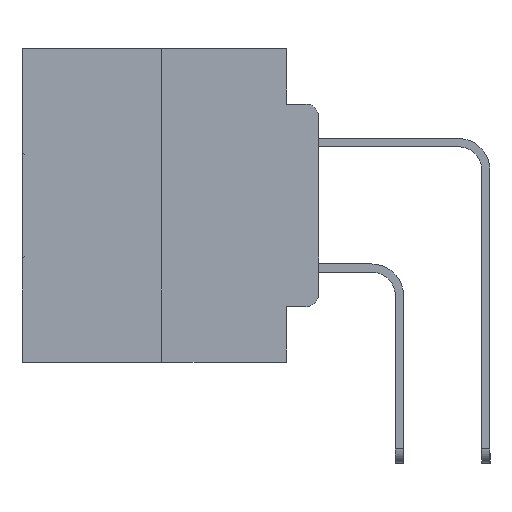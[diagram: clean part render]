
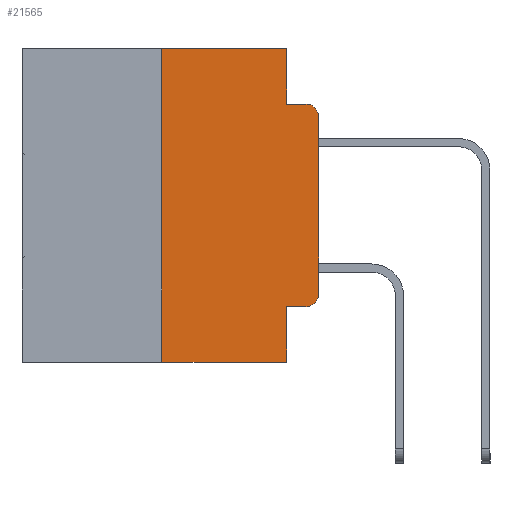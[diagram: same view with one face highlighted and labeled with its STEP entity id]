
A CAD part, left-side view. The second image highlights one B-rep face of the part: STEP entity #21565.
In plain terms, the highlighted planar face has unit normal (-1, 0, 0).
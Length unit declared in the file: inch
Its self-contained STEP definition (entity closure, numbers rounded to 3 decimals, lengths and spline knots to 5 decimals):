
#260 = CARTESIAN_POINT ( 'NONE',  ( 0., 0.051, -0.5 ) ) ;
#302 = CARTESIAN_POINT ( 'NONE',  ( 0., 0.473, -0.5 ) ) ;
#866 = VERTEX_POINT ( 'NONE', #10993 ) ;
#1283 = DIRECTION ( 'NONE',  ( 1., 0., 0. ) ) ;
#1457 = VECTOR ( 'NONE', #29687, 39.37008 ) ;
#1655 = VERTEX_POINT ( 'NONE', #14390 ) ;
#1829 = LINE ( 'NONE', #3808, #13855 ) ;
#2427 = CIRCLE ( 'NONE', #22619, 0.02 ) ;
#2946 = CIRCLE ( 'NONE', #14123, 0.02 ) ;
#3087 = EDGE_CURVE ( 'NONE', #18252, #6379, #9402, .T. ) ;
#3284 = VECTOR ( 'NONE', #16725, 39.37008 ) ;
#3808 = CARTESIAN_POINT ( 'NONE',  ( 0., 0., 0. ) ) ;
#4265 = CARTESIAN_POINT ( 'NONE',  ( 0., 0.051, -0.0885 ) ) ;
#4832 = LINE ( 'NONE', #30597, #17549 ) ;
#5384 = VERTEX_POINT ( 'NONE', #28071 ) ;
#6379 = VERTEX_POINT ( 'NONE', #260 ) ;
#6871 = CARTESIAN_POINT ( 'NONE',  ( 0., 0.02, -0.4115 ) ) ;
#7331 = VECTOR ( 'NONE', #27963, 39.37008 ) ;
#7465 = EDGE_CURVE ( 'NONE', #866, #5384, #2427, .T. ) ;
#8626 = LINE ( 'NONE', #8719, #26796 ) ;
#8665 = ORIENTED_EDGE ( 'NONE', *, *, #28249, .F. ) ;
#8719 = CARTESIAN_POINT ( 'NONE',  ( 0., 0.051, 0. ) ) ;
#8862 = VERTEX_POINT ( 'NONE', #10341 ) ;
#9402 = LINE ( 'NONE', #12361, #20588 ) ;
#9591 = DIRECTION ( 'NONE',  ( -1., 0., 0. ) ) ;
#9596 = LINE ( 'NONE', #302, #10344 ) ;
#9820 = EDGE_LOOP ( 'NONE', ( #21635, #25333, #8665, #11228, #20289, #23658, #24807, #21129, #26967, #25988 ) ) ;
#10341 = CARTESIAN_POINT ( 'NONE',  ( 0., 0.051, 0. ) ) ;
#10344 = VECTOR ( 'NONE', #12158, 39.37008 ) ;
#10485 = LINE ( 'NONE', #11917, #3284 ) ;
#10876 = PLANE ( 'NONE',  #23869 ) ;
#10993 = CARTESIAN_POINT ( 'NONE',  ( 0., 0., -0.1085 ) ) ;
#11183 = EDGE_CURVE ( 'NONE', #25435, #26550, #4832, .T. ) ;
#11222 = CARTESIAN_POINT ( 'NONE',  ( 0., 0.02, -0.1085 ) ) ;
#11228 = ORIENTED_EDGE ( 'NONE', *, *, #22940, .F. ) ;
#11738 = DIRECTION ( 'NONE',  ( 0., 0., 1. ) ) ;
#11917 = CARTESIAN_POINT ( 'NONE',  ( 0., 0.473, 0. ) ) ;
#12158 = DIRECTION ( 'NONE',  ( 0., -1., 0. ) ) ;
#12361 = CARTESIAN_POINT ( 'NONE',  ( 0., 0.051, 0. ) ) ;
#13598 = DIRECTION ( 'NONE',  ( 0., 0., -1. ) ) ;
#13615 = DIRECTION ( 'NONE',  ( 0., 0., -1. ) ) ;
#13683 = LINE ( 'NONE', #25623, #7331 ) ;
#13855 = VECTOR ( 'NONE', #25190, 39.37008 ) ;
#14123 = AXIS2_PLACEMENT_3D ( 'NONE', #23822, #9591, #26153 ) ;
#14390 = CARTESIAN_POINT ( 'NONE',  ( 0., 0., -0.3915 ) ) ;
#15605 = EDGE_CURVE ( 'NONE', #18252, #16443, #20597, .T. ) ;
#15650 = CARTESIAN_POINT ( 'NONE',  ( 0., 0.473, 0. ) ) ;
#16443 = VERTEX_POINT ( 'NONE', #6871 ) ;
#16725 = DIRECTION ( 'NONE',  ( 0., -1., 0. ) ) ;
#17289 = FACE_OUTER_BOUND ( 'NONE', #9820, .T. ) ;
#17549 = VECTOR ( 'NONE', #11738, 39.37008 ) ;
#18043 = DIRECTION ( 'NONE',  ( 0., 0., -1. ) ) ;
#18252 = VERTEX_POINT ( 'NONE', #23159 ) ;
#20289 = ORIENTED_EDGE ( 'NONE', *, *, #23120, .F. ) ;
#20588 = VECTOR ( 'NONE', #26571, 39.37008 ) ;
#20597 = LINE ( 'NONE', #27370, #1457 ) ;
#21129 = ORIENTED_EDGE ( 'NONE', *, *, #3087, .F. ) ;
#21565 = ADVANCED_FACE ( 'NONE', ( #17289 ), #10876, .F. ) ;
#21635 = ORIENTED_EDGE ( 'NONE', *, *, #25579, .T. ) ;
#22495 = EDGE_CURVE ( 'NONE', #16443, #1655, #2946, .T. ) ;
#22619 = AXIS2_PLACEMENT_3D ( 'NONE', #11222, #27783, #13615 ) ;
#22940 = EDGE_CURVE ( 'NONE', #8862, #25079, #8626, .T. ) ;
#23120 = EDGE_CURVE ( 'NONE', #26550, #8862, #10485, .T. ) ;
#23159 = CARTESIAN_POINT ( 'NONE',  ( 0., 0.051, -0.4115 ) ) ;
#23658 = ORIENTED_EDGE ( 'NONE', *, *, #11183, .F. ) ;
#23822 = CARTESIAN_POINT ( 'NONE',  ( 0., 0.02, -0.3915 ) ) ;
#23869 = AXIS2_PLACEMENT_3D ( 'NONE', #15650, #1283, #18043 ) ;
#24807 = ORIENTED_EDGE ( 'NONE', *, *, #29316, .T. ) ;
#25079 = VERTEX_POINT ( 'NONE', #4265 ) ;
#25190 = DIRECTION ( 'NONE',  ( 0., 0., 1. ) ) ;
#25333 = ORIENTED_EDGE ( 'NONE', *, *, #7465, .T. ) ;
#25435 = VERTEX_POINT ( 'NONE', #27035 ) ;
#25579 = EDGE_CURVE ( 'NONE', #1655, #866, #1829, .T. ) ;
#25623 = CARTESIAN_POINT ( 'NONE',  ( 0., 0.051, -0.0885 ) ) ;
#25988 = ORIENTED_EDGE ( 'NONE', *, *, #22495, .T. ) ;
#26153 = DIRECTION ( 'NONE',  ( 0., 0., -1. ) ) ;
#26550 = VERTEX_POINT ( 'NONE', #30363 ) ;
#26571 = DIRECTION ( 'NONE',  ( 0., 0., -1. ) ) ;
#26796 = VECTOR ( 'NONE', #13598, 39.37008 ) ;
#26967 = ORIENTED_EDGE ( 'NONE', *, *, #15605, .T. ) ;
#27035 = CARTESIAN_POINT ( 'NONE',  ( 0., 0.25, -0.5 ) ) ;
#27370 = CARTESIAN_POINT ( 'NONE',  ( 0., 0.051, -0.4115 ) ) ;
#27783 = DIRECTION ( 'NONE',  ( -1., 0., 0. ) ) ;
#27963 = DIRECTION ( 'NONE',  ( 0., -1., 0. ) ) ;
#28071 = CARTESIAN_POINT ( 'NONE',  ( 0., 0.02, -0.0885 ) ) ;
#28249 = EDGE_CURVE ( 'NONE', #25079, #5384, #13683, .T. ) ;
#29316 = EDGE_CURVE ( 'NONE', #25435, #6379, #9596, .T. ) ;
#29687 = DIRECTION ( 'NONE',  ( 0., -1., 0. ) ) ;
#30363 = CARTESIAN_POINT ( 'NONE',  ( 0., 0.25, 0. ) ) ;
#30597 = CARTESIAN_POINT ( 'NONE',  ( 0., 0.25, 0. ) ) ;
